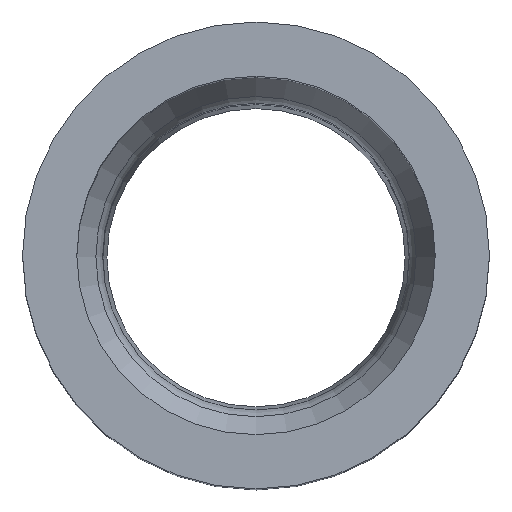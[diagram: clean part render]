
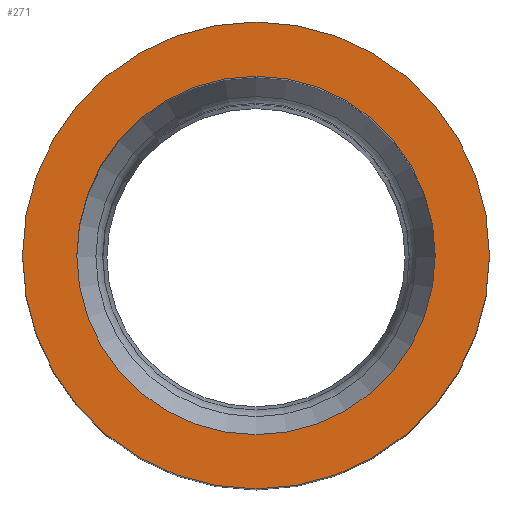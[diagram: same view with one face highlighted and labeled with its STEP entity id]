
A CAD part, top view. The second image highlights one B-rep face of the part: STEP entity #271.
In plain terms, the highlighted planar face has unit normal (0, 0, 1).
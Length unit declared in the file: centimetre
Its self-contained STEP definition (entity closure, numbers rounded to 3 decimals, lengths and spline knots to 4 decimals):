
#24=FACE_BOUND('',#87,.T.);
#27=PLANE('',#317);
#69=FACE_OUTER_BOUND('',#86,.T.);
#86=EDGE_LOOP('',(#246));
#87=EDGE_LOOP('',(#247));
#116=CIRCLE('',#316,29.21);
#117=CIRCLE('',#318,38.05);
#140=VERTEX_POINT('',#494);
#141=VERTEX_POINT('',#498);
#176=EDGE_CURVE('',#140,#140,#116,.T.);
#177=EDGE_CURVE('',#141,#141,#117,.T.);
#246=ORIENTED_EDGE('',*,*,#177,.F.);
#247=ORIENTED_EDGE('',*,*,#176,.T.);
#271=ADVANCED_FACE('',(#69,#24),#27,.T.);
#316=AXIS2_PLACEMENT_3D('',#496,#411,#412);
#317=AXIS2_PLACEMENT_3D('',#497,#413,#414);
#318=AXIS2_PLACEMENT_3D('',#499,#415,#416);
#411=DIRECTION('center_axis',(0.,0.,
-1.));
#412=DIRECTION('ref_axis',(1.,0.,0.));
#413=DIRECTION('center_axis',(0.,0.,
1.));
#414=DIRECTION('ref_axis',(0.,-1.,0.));
#415=DIRECTION('center_axis',(0.,0.,
-1.));
#416=DIRECTION('ref_axis',(1.,0.,0.));
#494=CARTESIAN_POINT('',(100.5873,97.1939,-50.0351));
#496=CARTESIAN_POINT('Origin',(129.7973,97.1939,-50.0351));
#497=CARTESIAN_POINT('Origin',(167.8473,97.1939,-50.0351));
#498=CARTESIAN_POINT('',(91.7473,97.1939,-50.0351));
#499=CARTESIAN_POINT('Origin',(129.7973,97.1939,-50.0351));
